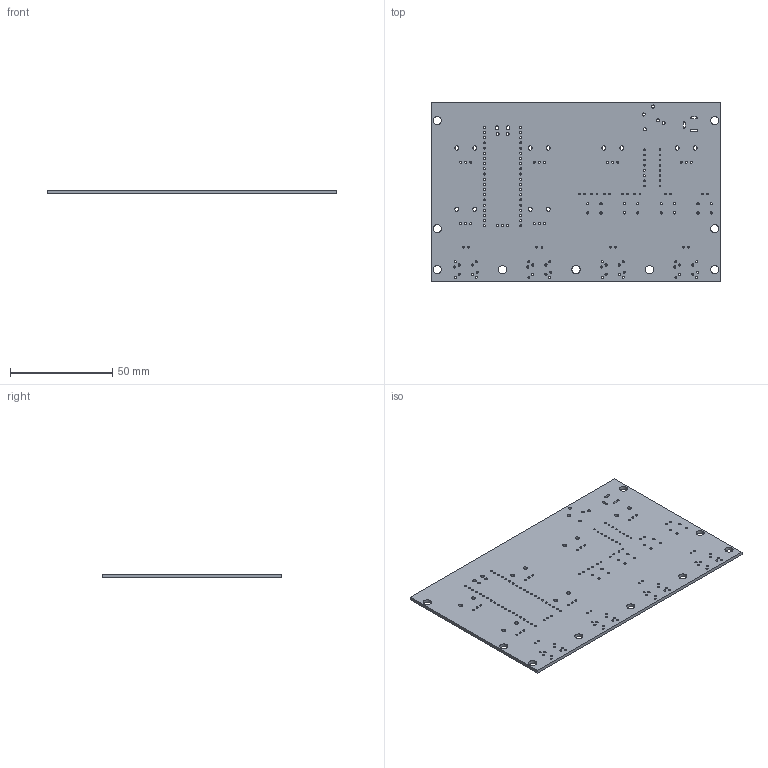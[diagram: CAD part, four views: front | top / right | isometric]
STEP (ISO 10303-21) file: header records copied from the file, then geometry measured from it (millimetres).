
FILE_DESCRIPTION(('KiCad electronic assembly'),'2;1');
FILE_NAME('VCO_RPIpico.step','2024-11-13T21:02:28',('Pcbnew'),('Kicad'), 'Open CASCADE STEP processor 7.6','KiCad to STEP converter','Unknown' );
FILE_SCHEMA(('AUTOMOTIVE_DESIGN { 1 0 10303 214 1 1 1 1 }'));
Length unit declared in the file: millimetre
Products named in the file (2): VCO_RPIpico 1; VCO_RPIpico_PCB
Assembly tree (1 placements, depth 2):
  VCO_RPIpico 1
    VCO_RPIpico_PCB
Bounding box: 142 x 88 x 1.6 mm (x, y, z)
Volume: 19517.6 mm3; surface area: 26314.8 mm2
Topology: 1 solids, 1 shells, 239 faces, 711 edges, 474 vertices
Faces by surface type: cylinder 203, plane 36
Full cylindrical faces by diameter (mm): 0.8 x16, 0.9 x22, 1 x42, 1.02 x43, 1.1 x32, 1.5 x7, 1.8 x2, 4 x9
Entity records: 9040 total; most frequent: DIRECTION 1599, CARTESIAN_POINT 1426, ORIENTED_EDGE 1422, EDGE_CURVE 711, AXIS2_PLACEMENT_3D 647, FACE_BOUND 615, EDGE_LOOP 615, VERTEX_POINT 474
